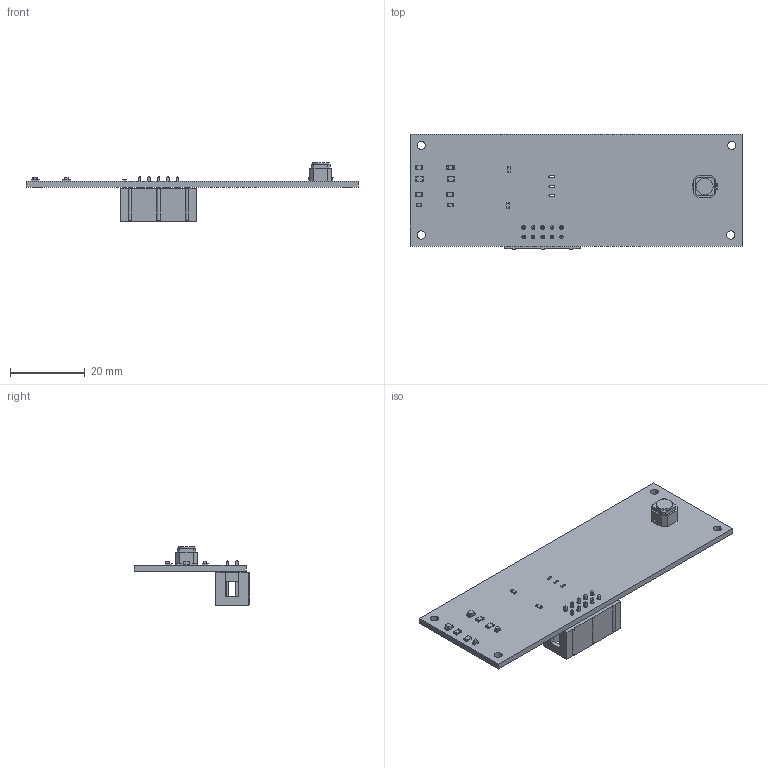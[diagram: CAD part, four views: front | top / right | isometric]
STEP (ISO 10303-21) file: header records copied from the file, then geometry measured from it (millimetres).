
FILE_DESCRIPTION(('KiCad electronic assembly'),'2;1');
FILE_NAME('119VU.step','2024-08-19T02:20:28',('Pcbnew'),('Kicad'), 'Open CASCADE STEP processor 7.6','KiCad to STEP converter','Unknown' );
FILE_SCHEMA(('AUTOMOTIVE_DESIGN { 1 0 10303 214 1 1 1 1 }'));
Length unit declared in the file: millimetre
Products named in the file (14): 119VU 1; R_0805_2012Metric; R_0603_1608Metric; LED_0805_2012Metric; LED_0603_1608Metric; SW_Push_1TS009xxxx-xxxx-xxxx_6x6x5mm; LinkGroup; IDC-Header_2x05_P2.54mm_Vertical; IDC_Header_2x05_P254mm_Vertical; 119VU_PCB
Assembly tree (19 placements, depth 3):
  119VU 1
    R_0805_2012Metric  x4
      R_0805_2012Metric
    R_0603_1608Metric  x2
      R_0603_1608Metric
    LED_0805_2012Metric  x2
      LED_0805_2012Metric
    LED_0603_1608Metric  x2
      LED_0603_1608Metric
    SW_Push_1TS009xxxx-xxxx-xxxx_6x6x5mm
      LinkGroup
    IDC-Header_2x05_P2.54mm_Vertical
      IDC_Header_2x05_P254mm_Vertical
    119VU_PCB
Bounding box: 89 x 30.95 x 15.8 mm (x, y, z)
Volume: 5185.8 mm3; surface area: 7389.5 mm2
Topology: 15 solids, 15 shells, 655 faces, 1661 edges, 1064 vertices
Faces by surface type: plane 545, cylinder 110
Full cylindrical faces by diameter (mm): 1 x16, 2.2 x4, 4.5 x1
Entity records: 16144 total; most frequent: CARTESIAN_POINT 2310, ORIENTED_EDGE 2246, DIRECTION 2195, EDGE_CURVE 1123, LINE 993, VECTOR 993, VERTEX_POINT 716, AXIS2_PLACEMENT_3D 601
